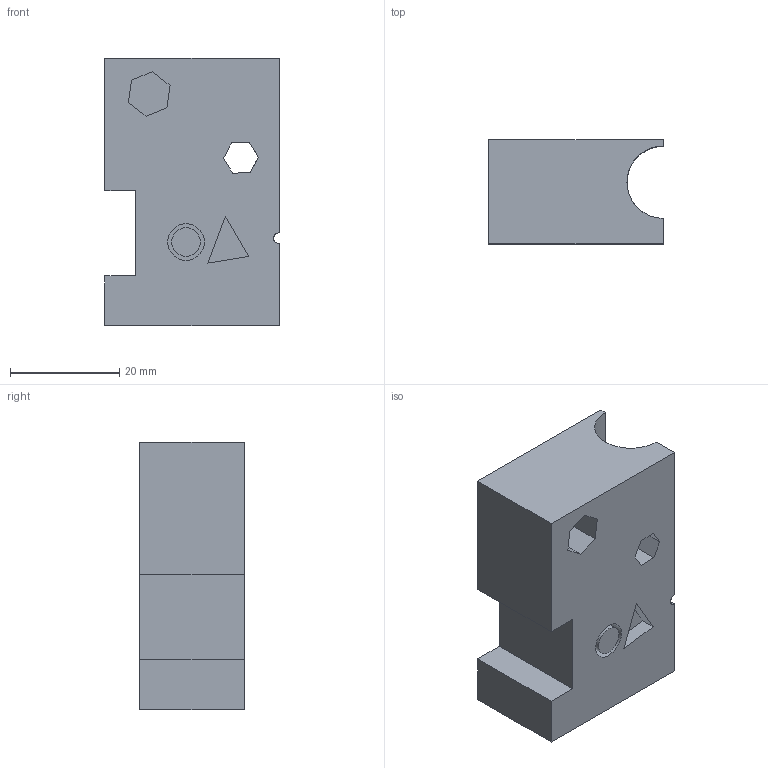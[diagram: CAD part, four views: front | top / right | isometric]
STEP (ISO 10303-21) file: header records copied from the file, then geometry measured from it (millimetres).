
FILE_DESCRIPTION(('Open CASCADE Model'),'2;1');
FILE_NAME('Open CASCADE Shape Model','2021-05-03T22:58:56',('Author'),( 'Open CASCADE'),'Open CASCADE STEP processor 7.4','Open CASCADE 7.4' ,'Unknown');
FILE_SCHEMA(('AUTOMOTIVE_DESIGN { 1 0 10303 214 1 1 1 1 }'));
Length unit declared in the file: millimetre
Products named in the file (1): Open CASCADE STEP translator 7.4 12
Bounding box: 31.84 x 19.03 x 48.87 mm (x, y, z)
Volume: 23428.2 mm3; surface area: 7350.9 mm2
Topology: 1 solids, 1 shells, 44 faces, 113 edges, 76 vertices
Faces by surface type: plane 36, cylinder 7, bspline 1
Full cylindrical faces by diameter (mm): 1.587 x1, 2 x1, 5.212 x1, 6.68 x1
Entity records: 4630 total; most frequent: CARTESIAN_POINT 2377, DIRECTION 398, LINE 260, VECTOR 260, ORIENTED_EDGE 226, PCURVE 226, DEFINITIONAL_REPRESENTATION 226, EDGE_CURVE 113
